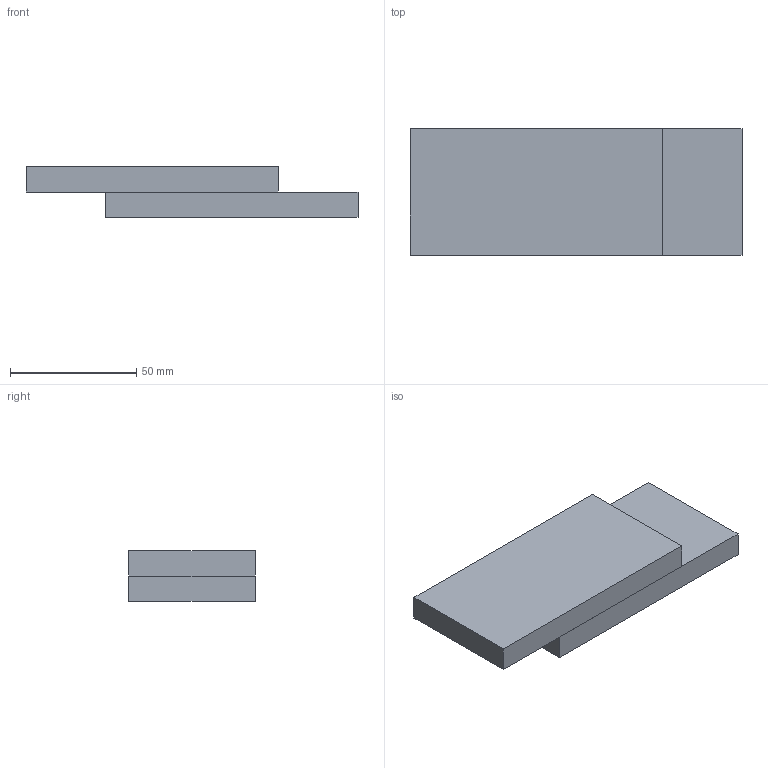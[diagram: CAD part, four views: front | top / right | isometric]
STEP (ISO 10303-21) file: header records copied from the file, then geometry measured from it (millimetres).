
FILE_DESCRIPTION (( 'STEP AP203' ), '1' );
FILE_NAME ('2plaques.STEP', '2009-08-29T04:02:25', ( 'DV' ), ( 'EN' ), 'SwSTEP 2.0', 'SolidWorks 2003099', '' );
FILE_SCHEMA (( 'CONFIG_CONTROL_DESIGN' ));
Length unit declared in the file: millimetre
Products named in the file (2): 2plaques; plaque_Défaut
Assembly tree (2 placements, depth 2):
  2plaques
    plaque_Défaut  x2
Bounding box: 131.5 x 50 x 20 mm (x, y, z)
Volume: 100000 mm3; surface area: 26000 mm2
Topology: 2 solids, 2 shells, 12 faces, 24 edges, 16 vertices
Faces by surface type: plane 12
Entity records: 384 total; most frequent: DIRECTION 34, CARTESIAN_POINT 31, ORIENTED_EDGE 24, PERSON_AND_ORGANIZATION 18, COORDINATED_UNIVERSAL_TIME_OFFSET 14, LOCAL_TIME 14, CALENDAR_DATE 14, DATE_AND_TIME 14
